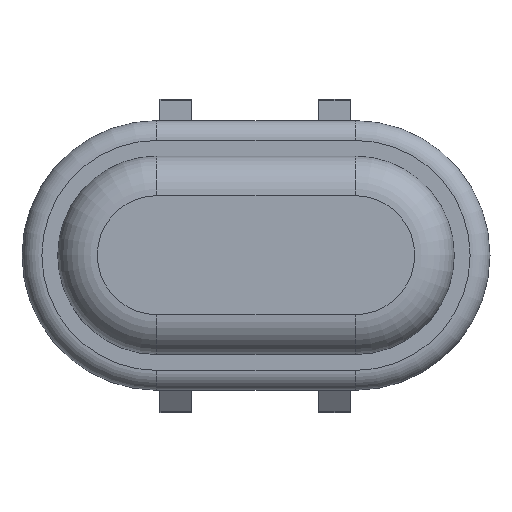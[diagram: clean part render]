
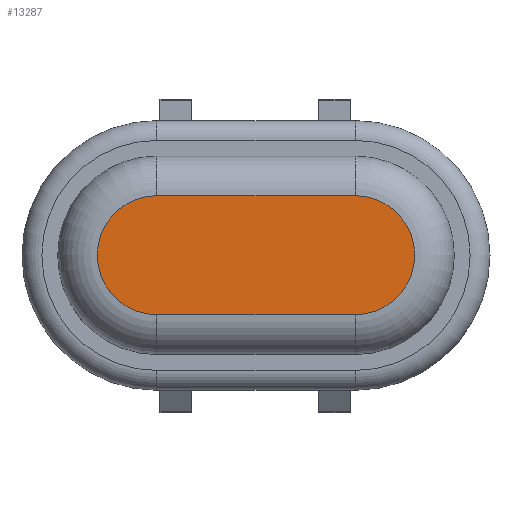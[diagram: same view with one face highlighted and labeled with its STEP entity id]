
A CAD part, top view. The second image highlights one B-rep face of the part: STEP entity #13287.
In plain terms, the highlighted planar face has unit normal (0, 0, 1).
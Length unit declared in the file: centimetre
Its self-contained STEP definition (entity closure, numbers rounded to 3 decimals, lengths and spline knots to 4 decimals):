
#885=FACE_OUTER_BOUND('',#1597,.T.);
#1597=EDGE_LOOP('',(#11927,#11928,#11929,#11930));
#3171=LINE('',#23826,#4603);
#3173=LINE('',#23835,#4605);
#4603=VECTOR('',#17737,1.);
#4605=VECTOR('',#17749,1.);
#4984=CIRCLE('',#14314,0.15);
#4990=CIRCLE('',#14322,0.15);
#6228=VERTEX_POINT('',#23814);
#6229=VERTEX_POINT('',#23816);
#6231=VERTEX_POINT('',#23822);
#6233=VERTEX_POINT('',#23828);
#8141=EDGE_CURVE('',#6228,#6229,#4984,.T.);
#8146=EDGE_CURVE('',#6229,#6231,#3171,.T.);
#8149=EDGE_CURVE('',#6231,#6233,#4990,.T.);
#8151=EDGE_CURVE('',#6233,#6228,#3173,.T.);
#11927=ORIENTED_EDGE('',*,*,#8141,.F.);
#11928=ORIENTED_EDGE('',*,*,#8151,.F.);
#11929=ORIENTED_EDGE('',*,*,#8149,.F.);
#11930=ORIENTED_EDGE('',*,*,#8146,.F.);
#12608=PLANE('',#14326);
#13287=ADVANCED_FACE('',(#885),#12608,.T.);
#14314=AXIS2_PLACEMENT_3D('',#23817,#17726,#17727);
#14322=AXIS2_PLACEMENT_3D('',#23832,#17744,#17745);
#14326=AXIS2_PLACEMENT_3D('',#23841,#17757,#17758);
#17726=DIRECTION('center_axis',(0.,0.,
-1.));
#17727=DIRECTION('ref_axis',(1.,0.,0.));
#17737=DIRECTION('',(-1.,0.,0.));
#17744=DIRECTION('center_axis',(0.,0.,
-1.));
#17745=DIRECTION('ref_axis',(-1.,0.,0.));
#17749=DIRECTION('',(1.,0.,0.));
#17757=DIRECTION('center_axis',(0.,0.,
1.));
#17758=DIRECTION('ref_axis',(1.,0.,0.));
#23814=CARTESIAN_POINT('',(0.2521,0.15,1.0201));
#23816=CARTESIAN_POINT('',(0.2521,-0.15,1.0201));
#23817=CARTESIAN_POINT('Origin',(0.2521,0.,
1.0201));
#23822=CARTESIAN_POINT('',(-0.2479,-0.15,1.0201));
#23826=CARTESIAN_POINT('',(0.1271,-0.15,1.0201));
#23828=CARTESIAN_POINT('',(-0.2479,0.15,1.0201));
#23832=CARTESIAN_POINT('Origin',(-0.2479,0.,
1.0201));
#23835=CARTESIAN_POINT('',(-0.1229,0.15,1.0201));
#23841=CARTESIAN_POINT('Origin',(0.0021,0.,1.0201));
